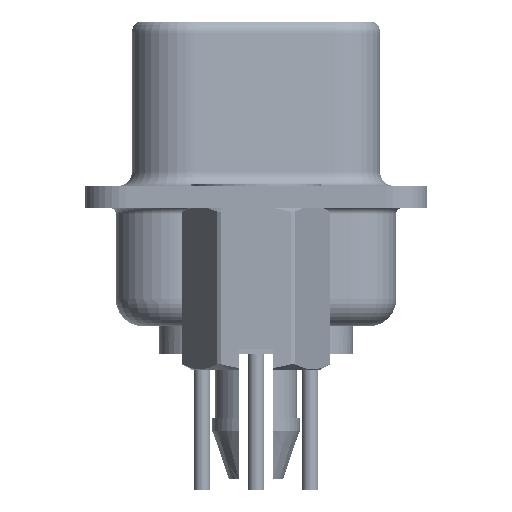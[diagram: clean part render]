
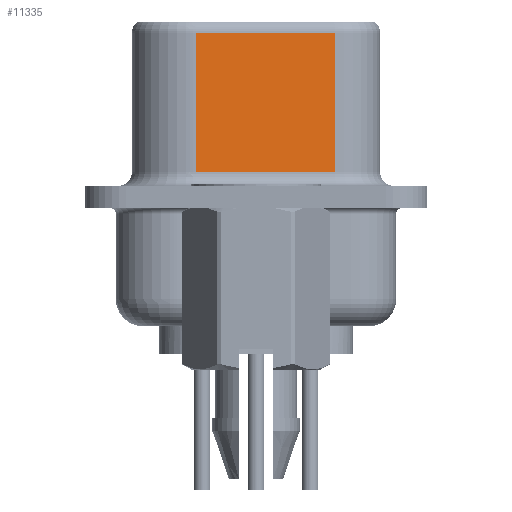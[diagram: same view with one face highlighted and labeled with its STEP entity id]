
A CAD part, left-side view. The second image highlights one B-rep face of the part: STEP entity #11335.
In plain terms, the highlighted planar face has unit normal (-0.985, -0.174, 0).
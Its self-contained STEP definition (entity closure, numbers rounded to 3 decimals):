
#449 = FACE_OUTER_BOUND ( 'NONE', #19145, .T. ) ;
#1952 = DIRECTION ( 'NONE',  ( 0., 0., -1. ) ) ;
#2240 = CARTESIAN_POINT ( 'NONE',  ( 4.52, -2.897, 6. ) ) ;
#4299 = AXIS2_PLACEMENT_3D ( 'NONE', #28732, #7019, #25463 ) ;
#5027 = CARTESIAN_POINT ( 'NONE',  ( 4.52, -2.897, 6.5 ) ) ;
#5633 = VECTOR ( 'NONE', #1952, 1000. ) ;
#6369 = CARTESIAN_POINT ( 'NONE',  ( 4.52, -2.897, 0.9 ) ) ;
#6601 = CARTESIAN_POINT ( 'NONE',  ( 3.62, 2.203, 6.5 ) ) ;
#6657 = DIRECTION ( 'NONE',  ( -0.174, 0.985, 0. ) ) ;
#6982 = VERTEX_POINT ( 'NONE', #25370 ) ;
#7019 = DIRECTION ( 'NONE',  ( 0.985, 0.174, 0. ) ) ;
#7830 = CARTESIAN_POINT ( 'NONE',  ( 4.52, -2.897, 0.9 ) ) ;
#8086 = ORIENTED_EDGE ( 'NONE', *, *, #11828, .T. ) ;
#11335 = ADVANCED_FACE ( 'NONE', ( #449 ), #15852, .F. ) ;
#11539 = VERTEX_POINT ( 'NONE', #7830 ) ;
#11828 = EDGE_CURVE ( 'NONE', #6982, #11539, #22739, .T. ) ;
#15295 = CARTESIAN_POINT ( 'NONE',  ( 4.52, -2.897, 6. ) ) ;
#15852 = PLANE ( 'NONE',  #4299 ) ;
#16103 = VECTOR ( 'NONE', #37139, 1000. ) ;
#17280 = VECTOR ( 'NONE', #6657, 1000. ) ;
#17330 = VERTEX_POINT ( 'NONE', #2240 ) ;
#17561 = LINE ( 'NONE', #5027, #5633 ) ;
#17681 = ORIENTED_EDGE ( 'NONE', *, *, #31325, .T. ) ;
#19145 = EDGE_LOOP ( 'NONE', ( #37679, #17681, #27284, #8086 ) ) ;
#19754 = VERTEX_POINT ( 'NONE', #40391 ) ;
#19791 = EDGE_CURVE ( 'NONE', #19754, #6982, #25251, .T. ) ;
#20491 = EDGE_CURVE ( 'NONE', #17330, #11539, #17561, .T. ) ;
#22739 = LINE ( 'NONE', #6369, #24655 ) ;
#24655 = VECTOR ( 'NONE', #28290, 1000. ) ;
#25251 = LINE ( 'NONE', #6601, #16103 ) ;
#25370 = CARTESIAN_POINT ( 'NONE',  ( 3.62, 2.203, 0.9 ) ) ;
#25463 = DIRECTION ( 'NONE',  ( -0.174, 0.985, 0. ) ) ;
#27284 = ORIENTED_EDGE ( 'NONE', *, *, #19791, .T. ) ;
#28290 = DIRECTION ( 'NONE',  ( 0.174, -0.985, 0. ) ) ;
#28732 = CARTESIAN_POINT ( 'NONE',  ( 4.52, -2.897, 6.5 ) ) ;
#31325 = EDGE_CURVE ( 'NONE', #17330, #19754, #37596, .T. ) ;
#37139 = DIRECTION ( 'NONE',  ( 0., 0., -1. ) ) ;
#37596 = LINE ( 'NONE', #15295, #17280 ) ;
#37679 = ORIENTED_EDGE ( 'NONE', *, *, #20491, .F. ) ;
#40391 = CARTESIAN_POINT ( 'NONE',  ( 3.62, 2.203, 6. ) ) ;
